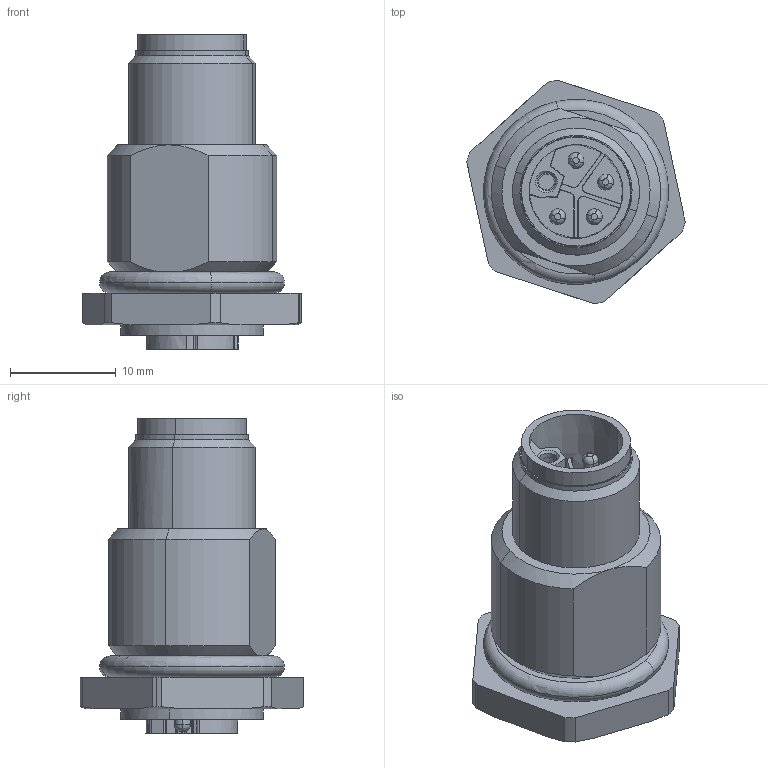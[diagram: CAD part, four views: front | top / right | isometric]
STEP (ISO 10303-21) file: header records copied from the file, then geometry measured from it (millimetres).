
FILE_DESCRIPTION(('CATIA V5 STEP Exchange','CAx-IF Rec.Pracs.--- Model Styling and Organization---1.4--- 2014-01-23'),'2;1');
FILE_NAME ('1372435-2_0', '2023-02-02T08:46:08+00:00', ('none'), ('Weidmueller'), 'CATIA Version 5-6 Release 2016 SP3 HF44', 'CATIA V5 STEP AP214', 'none');
FILE_SCHEMA(('AUTOMOTIVE_DESIGN { 1 0 10303 214 1 1 1 1 }'));
Length unit declared in the file: millimetre
Products named in the file (1): 2830800000
Bounding box: 20.63 x 21.11 x 29.7 mm (x, y, z)
Volume: 4142.5 mm3; surface area: 5370.5 mm2
Topology: 7 solids, 7 shells, 248 faces, 620 edges, 400 vertices
Faces by surface type: cylinder 82, plane 72, cone 48, bspline 36, torus 10
Entity records: 8717 total; most frequent: CARTESIAN_POINT 3410, ORIENTED_EDGE 1240, DIRECTION 800, EDGE_CURVE 620, VERTEX_POINT 400, AXIS2_PLACEMENT_3D 378, EDGE_LOOP 274, ADVANCED_FACE 248
